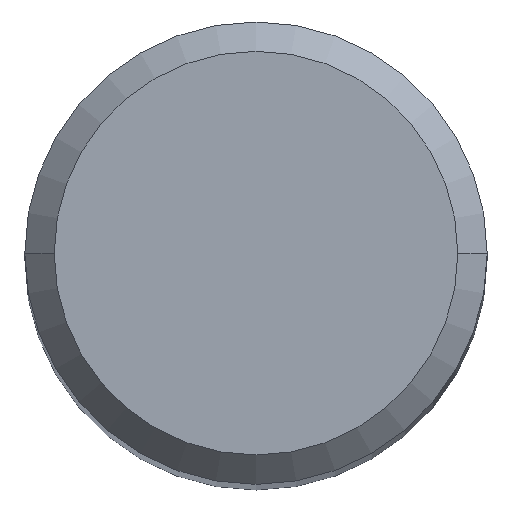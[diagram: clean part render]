
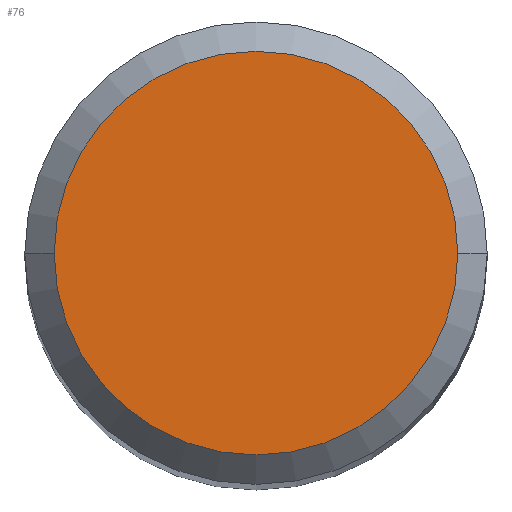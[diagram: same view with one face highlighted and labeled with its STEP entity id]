
A CAD part, top view. The second image highlights one B-rep face of the part: STEP entity #76.
In plain terms, the highlighted planar face has unit normal (0, 0, 1).
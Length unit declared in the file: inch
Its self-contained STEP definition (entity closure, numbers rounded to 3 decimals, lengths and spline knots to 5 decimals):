
#20 = CARTESIAN_POINT ( 'NONE',  ( -0.10311, 0., 2.24409 ) ) ;
#26 = DIRECTION ( 'NONE',  ( 0., 0., 1. ) ) ;
#37 = CIRCLE ( 'NONE', #99, 0.10311 ) ;
#47 = CARTESIAN_POINT ( 'NONE',  ( 0., 0., 2.24409 ) ) ;
#63 = CIRCLE ( 'NONE', #118, 0.10311 ) ;
#75 = DIRECTION ( 'NONE',  ( 0., 0., 1. ) ) ;
#76 = ADVANCED_FACE ( 'NONE', ( #260 ), #86, .T. ) ;
#85 = CARTESIAN_POINT ( 'NONE',  ( 0., 0., 2.24409 ) ) ;
#86 = PLANE ( 'NONE',  #123 ) ;
#99 = AXIS2_PLACEMENT_3D ( 'NONE', #47, #75, #307 ) ;
#118 = AXIS2_PLACEMENT_3D ( 'NONE', #278, #219, #285 ) ;
#123 = AXIS2_PLACEMENT_3D ( 'NONE', #85, #26, #262 ) ;
#127 = VERTEX_POINT ( 'NONE', #20 ) ;
#188 = EDGE_CURVE ( 'NONE', #316, #127, #63, .T. ) ;
#219 = DIRECTION ( 'NONE',  ( 0., 0., 1. ) ) ;
#237 = ORIENTED_EDGE ( 'NONE', *, *, #188, .T. ) ;
#245 = EDGE_CURVE ( 'NONE', #127, #316, #37, .T. ) ;
#260 = FACE_OUTER_BOUND ( 'NONE', #379, .T. ) ;
#262 = DIRECTION ( 'NONE',  ( 1., 0., 0. ) ) ;
#278 = CARTESIAN_POINT ( 'NONE',  ( 0., 0., 2.24409 ) ) ;
#285 = DIRECTION ( 'NONE',  ( 1., 0., 0. ) ) ;
#307 = DIRECTION ( 'NONE',  ( 1., 0., 0. ) ) ;
#316 = VERTEX_POINT ( 'NONE', #330 ) ;
#325 = ORIENTED_EDGE ( 'NONE', *, *, #245, .T. ) ;
#330 = CARTESIAN_POINT ( 'NONE',  ( 0.10311, 0., 2.24409 ) ) ;
#379 = EDGE_LOOP ( 'NONE', ( #325, #237 ) ) ;
